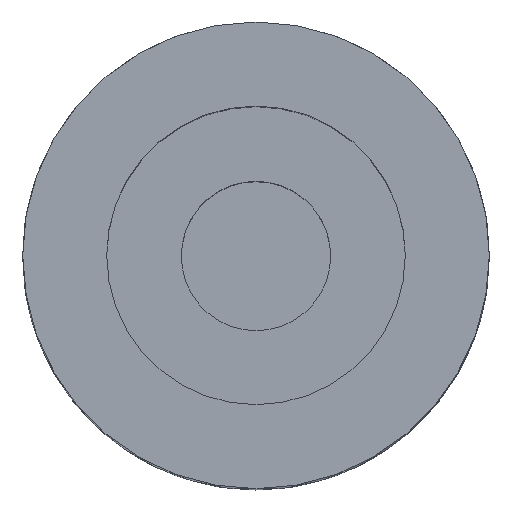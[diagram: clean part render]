
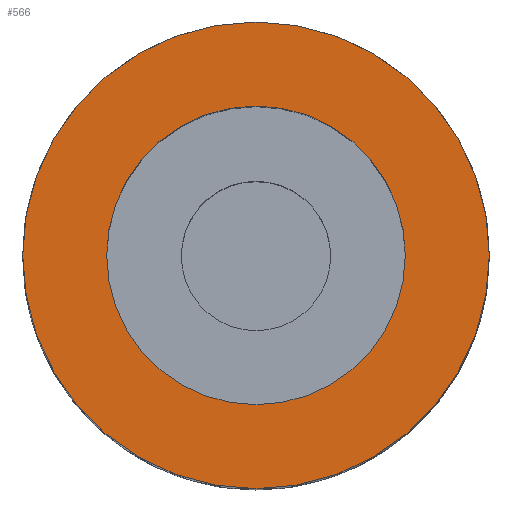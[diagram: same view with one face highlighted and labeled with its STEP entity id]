
A CAD part, top view. The second image highlights one B-rep face of the part: STEP entity #566.
In plain terms, the highlighted planar face has unit normal (0, 0, 1).
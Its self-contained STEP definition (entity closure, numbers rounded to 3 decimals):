
#1 = CIRCLE ( 'NONE', #723, 25. ) ;
#18 = AXIS2_PLACEMENT_3D ( 'NONE', #569, #109, #552 ) ;
#31 = EDGE_CURVE ( 'NONE', #203, #747, #1, .T. ) ;
#35 = EDGE_LOOP ( 'NONE', ( #505, #646 ) ) ;
#48 = DIRECTION ( 'NONE',  ( 1., 0., 0. ) ) ;
#54 = CARTESIAN_POINT ( 'NONE',  ( 0., 0., 80. ) ) ;
#65 = DIRECTION ( 'NONE',  ( 0., 0., 1. ) ) ;
#71 = ORIENTED_EDGE ( 'NONE', *, *, #125, .T. ) ;
#84 = DIRECTION ( 'NONE',  ( 0., 0., 1. ) ) ;
#109 = DIRECTION ( 'NONE',  ( 0., 0., -1. ) ) ;
#125 = EDGE_CURVE ( 'NONE', #747, #203, #373, .T. ) ;
#156 = CARTESIAN_POINT ( 'NONE',  ( 16., 0., 80. ) ) ;
#203 = VERTEX_POINT ( 'NONE', #436 ) ;
#285 = FACE_OUTER_BOUND ( 'NONE', #795, .T. ) ;
#316 = EDGE_CURVE ( 'NONE', #810, #554, #358, .T. ) ;
#358 = CIRCLE ( 'NONE', #879, 16. ) ;
#373 = CIRCLE ( 'NONE', #384, 25. ) ;
#383 = DIRECTION ( 'NONE',  ( 1., 0., 0. ) ) ;
#384 = AXIS2_PLACEMENT_3D ( 'NONE', #54, #426, #922 ) ;
#397 = AXIS2_PLACEMENT_3D ( 'NONE', #837, #65, #48 ) ;
#426 = DIRECTION ( 'NONE',  ( 0., 0., 1. ) ) ;
#436 = CARTESIAN_POINT ( 'NONE',  ( 25., 0., 80. ) ) ;
#505 = ORIENTED_EDGE ( 'NONE', *, *, #316, .F. ) ;
#545 = CIRCLE ( 'NONE', #397, 16. ) ;
#552 = DIRECTION ( 'NONE',  ( -1., 0., 0. ) ) ;
#554 = VERTEX_POINT ( 'NONE', #623 ) ;
#566 = ADVANCED_FACE ( 'NONE', ( #831, #285 ), #764, .F. ) ;
#569 = CARTESIAN_POINT ( 'NONE',  ( 25., 0., 80. ) ) ;
#571 = EDGE_CURVE ( 'NONE', #554, #810, #545, .T. ) ;
#623 = CARTESIAN_POINT ( 'NONE',  ( -16., 0., 80. ) ) ;
#646 = ORIENTED_EDGE ( 'NONE', *, *, #571, .F. ) ;
#721 = DIRECTION ( 'NONE',  ( 0., 0., 1. ) ) ;
#723 = AXIS2_PLACEMENT_3D ( 'NONE', #788, #721, #383 ) ;
#734 = CARTESIAN_POINT ( 'NONE',  ( 0., 0., 80. ) ) ;
#747 = VERTEX_POINT ( 'NONE', #920 ) ;
#764 = PLANE ( 'NONE',  #18 ) ;
#778 = ORIENTED_EDGE ( 'NONE', *, *, #31, .T. ) ;
#788 = CARTESIAN_POINT ( 'NONE',  ( 0., 0., 80. ) ) ;
#795 = EDGE_LOOP ( 'NONE', ( #778, #71 ) ) ;
#810 = VERTEX_POINT ( 'NONE', #156 ) ;
#831 = FACE_BOUND ( 'NONE', #35, .T. ) ;
#837 = CARTESIAN_POINT ( 'NONE',  ( 0., 0., 80. ) ) ;
#879 = AXIS2_PLACEMENT_3D ( 'NONE', #734, #84, #897 ) ;
#897 = DIRECTION ( 'NONE',  ( 1., 0., 0. ) ) ;
#920 = CARTESIAN_POINT ( 'NONE',  ( -25., 0., 80. ) ) ;
#922 = DIRECTION ( 'NONE',  ( 1., 0., 0. ) ) ;
